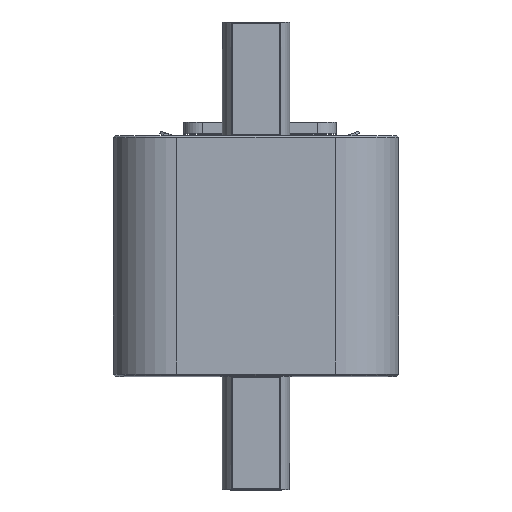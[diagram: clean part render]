
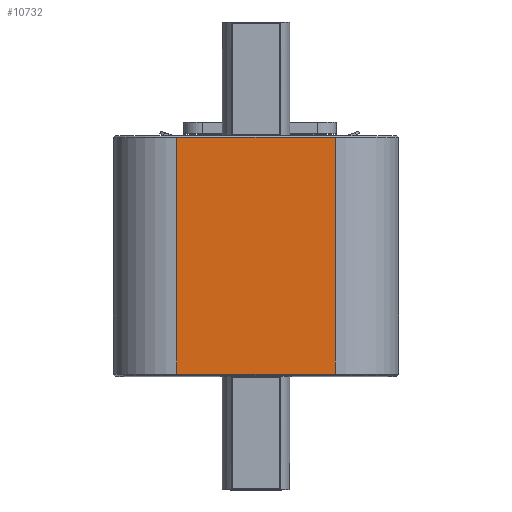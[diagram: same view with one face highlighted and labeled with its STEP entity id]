
A CAD part, top view. The second image highlights one B-rep face of the part: STEP entity #10732.
In plain terms, the highlighted planar face has unit normal (0, 0, 1).
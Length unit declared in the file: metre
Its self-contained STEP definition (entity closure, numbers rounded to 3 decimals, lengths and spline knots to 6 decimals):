
#536=PLANE('',#15189);
#3421=ORIENTED_EDGE('',*,*,#5347,.T.);
#3422=ORIENTED_EDGE('',*,*,#4984,.T.);
#3423=ORIENTED_EDGE('',*,*,#5344,.F.);
#3424=ORIENTED_EDGE('',*,*,#4959,.T.);
#4959=EDGE_CURVE('',#6190,#6195,#7051,.T.);
#4984=EDGE_CURVE('',#6209,#6205,#7072,.T.);
#5344=EDGE_CURVE('',#6190,#6205,#7273,.T.);
#5347=EDGE_CURVE('',#6195,#6209,#7276,.T.);
#6190=VERTEX_POINT('',#21300);
#6195=VERTEX_POINT('',#21317);
#6205=VERTEX_POINT('',#21350);
#6209=VERTEX_POINT('',#21364);
#7051=LINE('',#21318,#7863);
#7072=LINE('',#21367,#7884);
#7273=LINE('',#22155,#8085);
#7276=LINE('',#22159,#8088);
#7863=VECTOR('',#16903,1.);
#7884=VECTOR('',#16950,1.);
#8085=VECTOR('',#17669,1.);
#8088=VECTOR('',#17674,1.);
#8719=EDGE_LOOP('',(#3421,#3422,#3423,#3424));
#9338=FACE_BOUND('',#8719,.T.);
#10732=ADVANCED_FACE('',(#9338),#536,.F.);
#15189=AXIS2_PLACEMENT_3D('',#22181,#17706,#17707);
#16903=DIRECTION('',(-1.,0.,0.));
#16950=DIRECTION('',(1.,0.,0.));
#17669=DIRECTION('',(0.,-1.,0.));
#17674=DIRECTION('',(0.,-1.,0.));
#17706=DIRECTION('',(0.,0.,-1.));
#17707=DIRECTION('',(-1.,0.,0.));
#21300=CARTESIAN_POINT('',(0.019259,0.034406,0.070719));
#21317=CARTESIAN_POINT('',(0.006859,0.034406,0.070719));
#21318=CARTESIAN_POINT('',(0.019259,0.034406,0.070719));
#21350=CARTESIAN_POINT('',(0.019259,0.015846,0.070719));
#21364=CARTESIAN_POINT('',(0.006859,0.015846,0.070719));
#21367=CARTESIAN_POINT('',(0.019259,0.015846,0.070719));
#22155=CARTESIAN_POINT('',(0.019259,0.034556,0.070719));
#22159=CARTESIAN_POINT('',(0.006859,0.034556,0.070719));
#22181=CARTESIAN_POINT('',(0.019259,0.034556,0.070719));
